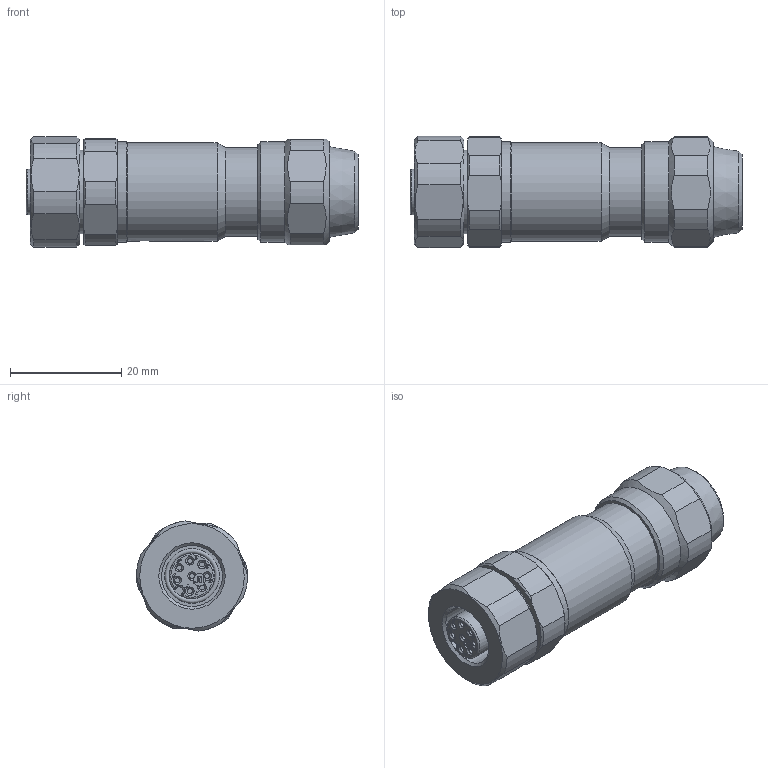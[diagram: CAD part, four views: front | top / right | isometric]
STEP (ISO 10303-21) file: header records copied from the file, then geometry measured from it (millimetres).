
FILE_DESCRIPTION(/* description */ (''),/* implementation_level */ '2;1');
FILE_NAME(/* name */ '99 1486 992 08 001_00.stp',/* time_stamp */ '2013-12-06T08:23:25+01:00',/* author */ (''),/* organization */ (''),/* preprocessor_version */ 'ST-DEVELOPER v14',/* originating_system */ 'SIEMENS PLM Software NX 8.0',/* authorisation */ '');
FILE_SCHEMA (('AUTOMOTIVE_DESIGN { 1 0 10303 214 3 1 1 1 }'));
Length unit declared in the file: millimetre
Products named in the file (1): cerl10941971di80
Bounding box: 59.75 x 20 x 19.84 mm (x, y, z)
Volume: 14696.8 mm3; surface area: 5086.1 mm2
Topology: 1 solids, 1 shells, 204 faces, 503 edges, 330 vertices
Faces by surface type: plane 86, cylinder 49, extrusion 33, cone 30, torus 3, sphere 2, bspline 1
Full cylindrical faces by diameter (mm): 0.9 x8, 1.35 x8, 8.2 x1, 10.95 x1, 15 x1, 16 x1, 17.7 x1, 18 x2
Entity records: 6617 total; most frequent: CARTESIAN_POINT 2268, ORIENTED_EDGE 868, DIRECTION 791, EDGE_CURVE 434, VERTEX_POINT 305, AXIS2_PLACEMENT_3D 304, EDGE_LOOP 277, ADVANCED_FACE 204
